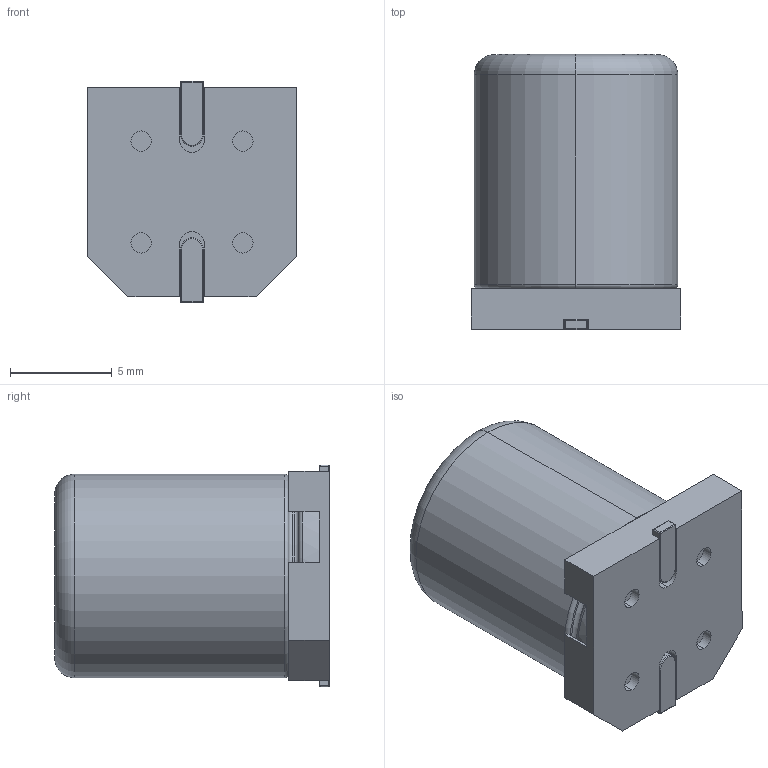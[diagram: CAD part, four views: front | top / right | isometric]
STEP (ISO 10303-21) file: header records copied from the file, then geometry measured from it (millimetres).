
FILE_DESCRIPTION (( 'STEP AP203' ), '1' );
FILE_NAME ('cap SMD Elect 10 dia 13-5 height.STEP', '2017-03-07T09:56:42', ( 'User' ), ( 'Hewlett-Packard Company' ), 'SwSTEP 2.0', 'SolidWorks 2006303', '' );
FILE_SCHEMA (( 'CONFIG_CONTROL_DESIGN' ));
Length unit declared in the file: millimetre
Products named in the file (1): cap SMD Elect 10 dia 13-5 height
Bounding box: 10.3 x 13.5 x 10.9 mm (x, y, z)
Volume: 1085.2 mm3; surface area: 763.5 mm2
Topology: 3 solids, 3 shells, 92 faces, 218 edges, 130 vertices
Faces by surface type: plane 40, cylinder 35, torus 13, sphere 4
Entity records: 2690 total; most frequent: DIRECTION 491, CARTESIAN_POINT 449, ORIENTED_EDGE 428, EDGE_CURVE 214, AXIS2_PLACEMENT_3D 188, VERTEX_POINT 130, VECTOR 115, LINE 115
